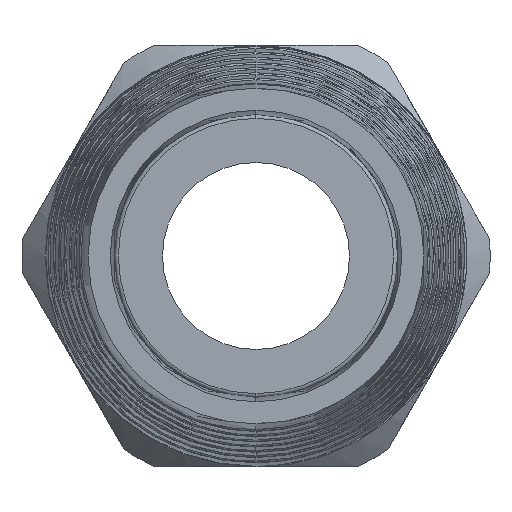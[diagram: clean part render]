
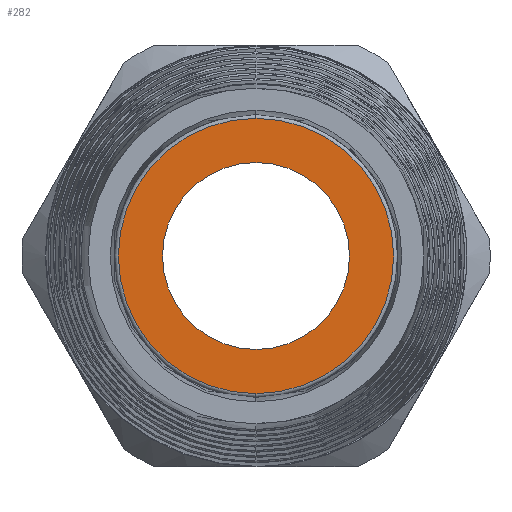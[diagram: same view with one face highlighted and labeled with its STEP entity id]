
A CAD part, left-side view. The second image highlights one B-rep face of the part: STEP entity #282.
In plain terms, the highlighted planar face has unit normal (-1, 0, 0).
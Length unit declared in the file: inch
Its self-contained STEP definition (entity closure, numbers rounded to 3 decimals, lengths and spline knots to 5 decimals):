
#195 = EDGE_CURVE ( 'NONE', #196, #197, #2023, .T. ) ;
#196 = VERTEX_POINT ( 'NONE', #2018 ) ;
#197 = VERTEX_POINT ( 'NONE', #2017 ) ;
#213 = EDGE_CURVE ( 'NONE', #214, #215, #2051, .T. ) ;
#214 = VERTEX_POINT ( 'NONE', #2047 ) ;
#215 = VERTEX_POINT ( 'NONE', #2046 ) ;
#279 = EDGE_CURVE ( 'NONE', #197, #196, #2189, .T. ) ;
#282 = ADVANCED_FACE ( 'NONE', ( #2184, #2183 ), #2182, .T. ) ;
#283 = EDGE_LOOP ( 'NONE', ( #284, #286 ) ) ;
#284 = ORIENTED_EDGE ( 'NONE', *, *, #285, .T. ) ;
#285 = EDGE_CURVE ( 'NONE', #215, #214, #2177, .T. ) ;
#286 = ORIENTED_EDGE ( 'NONE', *, *, #213, .T. ) ;
#287 = EDGE_LOOP ( 'NONE', ( #297, #298 ) ) ;
#297 = ORIENTED_EDGE ( 'NONE', *, *, #195, .F. ) ;
#298 = ORIENTED_EDGE ( 'NONE', *, *, #279, .F. ) ;
#2017 = CARTESIAN_POINT ( 'NONE',  ( -1.34, 0., 0.346 ) ) ;
#2018 = CARTESIAN_POINT ( 'NONE',  ( -1.34, 0., -0.346 ) ) ;
#2019 = DIRECTION ( 'NONE',  ( 0., 0., -1. ) ) ;
#2020 = DIRECTION ( 'NONE',  ( 1., 0., 0. ) ) ;
#2021 = CARTESIAN_POINT ( 'NONE',  ( -1.34, 0., 0. ) ) ;
#2022 = AXIS2_PLACEMENT_3D ( 'NONE', #2021, #2020, #2019 ) ;
#2023 = CIRCLE ( 'NONE', #2022, 0.346 ) ;
#2046 = CARTESIAN_POINT ( 'NONE',  ( -1.34, 0., -0.235 ) ) ;
#2047 = CARTESIAN_POINT ( 'NONE',  ( -1.34, 0., 0.235 ) ) ;
#2048 = DIRECTION ( 'NONE',  ( 0., 0., -1. ) ) ;
#2049 = DIRECTION ( 'NONE',  ( 1., 0., 0. ) ) ;
#2050 = AXIS2_PLACEMENT_3D ( 'NONE', #2057, #2049, #2048 ) ;
#2051 = CIRCLE ( 'NONE', #2050, 0.235 ) ;
#2057 = CARTESIAN_POINT ( 'NONE',  ( -1.34, 0., 0. ) ) ;
#2173 = DIRECTION ( 'NONE',  ( 0., 0., -1. ) ) ;
#2174 = DIRECTION ( 'NONE',  ( 1., 0., 0. ) ) ;
#2175 = CARTESIAN_POINT ( 'NONE',  ( -1.34, 0., 0. ) ) ;
#2176 = AXIS2_PLACEMENT_3D ( 'NONE', #2175, #2174, #2173 ) ;
#2177 = CIRCLE ( 'NONE', #2176, 0.235 ) ;
#2178 = DIRECTION ( 'NONE',  ( 0., 0., 1. ) ) ;
#2179 = DIRECTION ( 'NONE',  ( -1., 0., 0. ) ) ;
#2180 = CARTESIAN_POINT ( 'NONE',  ( -1.34, 0.346, 0. ) ) ;
#2181 = AXIS2_PLACEMENT_3D ( 'NONE', #2180, #2179, #2178 ) ;
#2182 = PLANE ( 'NONE',  #2181 ) ;
#2183 = FACE_OUTER_BOUND ( 'NONE', #287, .T. ) ;
#2184 = FACE_BOUND ( 'NONE', #283, .T. ) ;
#2185 = DIRECTION ( 'NONE',  ( 0., 0., -1. ) ) ;
#2186 = DIRECTION ( 'NONE',  ( 1., 0., 0. ) ) ;
#2187 = CARTESIAN_POINT ( 'NONE',  ( -1.34, 0., 0. ) ) ;
#2188 = AXIS2_PLACEMENT_3D ( 'NONE', #2187, #2186, #2185 ) ;
#2189 = CIRCLE ( 'NONE', #2188, 0.346 ) ;
